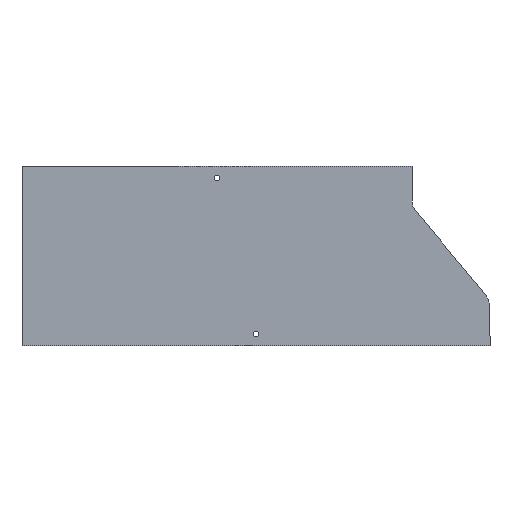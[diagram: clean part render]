
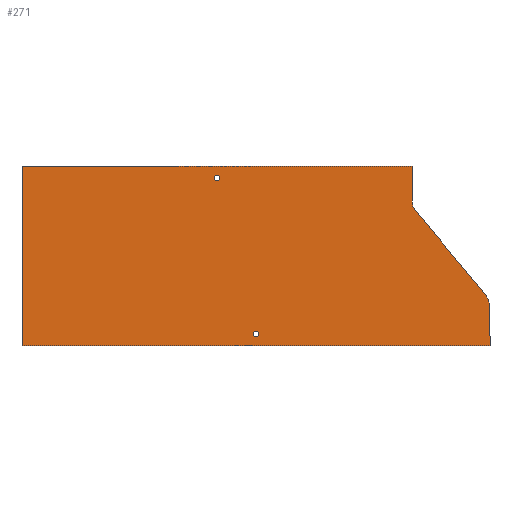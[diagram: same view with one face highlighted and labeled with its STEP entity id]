
A CAD part, front view. The second image highlights one B-rep face of the part: STEP entity #271.
In plain terms, the highlighted planar face has unit normal (0, -1, 0).
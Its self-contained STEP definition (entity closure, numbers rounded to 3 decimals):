
#1 = CARTESIAN_POINT ( 'NONE',  ( -520., 0., -44.139 ) ) ;
#4 = DIRECTION ( 'NONE',  ( 0., 0., 1. ) ) ;
#89 = CARTESIAN_POINT ( 'NONE',  ( 500., 0., 0. ) ) ;
#90 = DIRECTION ( 'NONE',  ( 0., 0., 1. ) ) ;
#109 = CARTESIAN_POINT ( 'NONE',  ( 520., 0., -44.139 ) ) ;
#110 = DIRECTION ( 'NONE',  ( 0., 1., 0. ) ) ;
#111 = DIRECTION ( 'NONE',  ( 0., 0., 1. ) ) ;
#121 = CARTESIAN_POINT ( 'NONE',  ( 504.636, 0., -56.942 ) ) ;
#122 = DIRECTION ( 'NONE',  ( -0.64, 0., 0.768 ) ) ;
#123 = DIRECTION ( 'NONE',  ( 1., 0., 0. ) ) ;
#130 = CARTESIAN_POINT ( 'NONE',  ( -500., 0., 0. ) ) ;
#133 = CARTESIAN_POINT ( 'NONE',  ( 570., 0., -182.241 ) ) ;
#134 = DIRECTION ( 'NONE',  ( 0., -1., 0. ) ) ;
#135 = DIRECTION ( 'NONE',  ( 0., 0., 1. ) ) ;
#140 = CARTESIAN_POINT ( 'NONE',  ( -600., 0., -230. ) ) ;
#141 = DIRECTION ( 'NONE',  ( -1., 0., 0. ) ) ;
#143 = CARTESIAN_POINT ( 'NONE',  ( 0., 0., 0. ) ) ;
#152 = CARTESIAN_POINT ( 'NONE',  ( 300., 0., -215. ) ) ;
#153 = DIRECTION ( 'NONE',  ( 0., -1., 0. ) ) ;
#154 = DIRECTION ( 'NONE',  ( 0., 0., -1. ) ) ;
#156 = CARTESIAN_POINT ( 'NONE',  ( 250., 0., -15. ) ) ;
#157 = DIRECTION ( 'NONE',  ( 0., -1., 0. ) ) ;
#158 = DIRECTION ( 'NONE',  ( 0., 0., -1. ) ) ;
#159 = DIRECTION ( 'NONE',  ( 0., 0., 1. ) ) ;
#254 = AXIS2_PLACEMENT_3D ( 'NONE', #109, #110, #111 ) ;
#259 = AXIS2_PLACEMENT_3D ( 'NONE', #133, #134, #135 ) ;
#261 = AXIS2_PLACEMENT_3D ( 'NONE', #156, #157, #158 ) ;
#267 = AXIS2_PLACEMENT_3D ( 'NONE', #152, #153, #154 ) ;
#271 = ADVANCED_FACE ( 'NONE', ( #866, #1300, #1297 ), #1768, .F. ) ;
#346 = CARTESIAN_POINT ( 'NONE',  ( 600., 0., -182.241 ) ) ;
#370 = CARTESIAN_POINT ( 'NONE',  ( 600., 0., -230. ) ) ;
#378 = CARTESIAN_POINT ( 'NONE',  ( 500., 0., 0. ) ) ;
#398 = CARTESIAN_POINT ( 'NONE',  ( 500., 0., -44.139 ) ) ;
#410 = CARTESIAN_POINT ( 'NONE',  ( 593.047, 0., -163.035 ) ) ;
#411 = CARTESIAN_POINT ( 'NONE',  ( 504.636, 0., -56.942 ) ) ;
#414 = CARTESIAN_POINT ( 'NONE',  ( 0., 0., -230. ) ) ;
#415 = CARTESIAN_POINT ( 'NONE',  ( 0., 0., 0. ) ) ;
#650 = CARTESIAN_POINT ( 'NONE',  ( 250., 0., -18.5 ) ) ;
#656 = CARTESIAN_POINT ( 'NONE',  ( 600., 0., -182.241 ) ) ;
#657 = CARTESIAN_POINT ( 'NONE',  ( 300., 0., -218.5 ) ) ;
#658 = DIRECTION ( 'NONE',  ( 0., 0., 1. ) ) ;
#719 = AXIS2_PLACEMENT_3D ( 'NONE', #1, #826, #4 ) ;
#747 = EDGE_CURVE ( 'NONE', #1240, #1220, #1379, .T. ) ;
#759 = EDGE_CURVE ( 'NONE', #1253, #1240, #1392, .T. ) ;
#764 = EDGE_CURVE ( 'NONE', #1252, #1253, #1400, .T. ) ;
#769 = EDGE_CURVE ( 'NONE', #1196, #1252, #1398, .T. ) ;
#770 = EDGE_CURVE ( 'NONE', #1257, #1220, #1411, .T. ) ;
#773 = EDGE_CURVE ( 'NONE', #1212, #1256, #1416, .T. ) ;
#778 = EDGE_CURVE ( 'NONE', #1789, #1789, #1426, .T. ) ;
#779 = EDGE_CURVE ( 'NONE', #1792, #1792, #1430, .T. ) ;
#780 = EDGE_CURVE ( 'NONE', #1256, #1257, #1428, .T. ) ;
#826 = DIRECTION ( 'NONE',  ( 0., 1., 0. ) ) ;
#866 = FACE_BOUND ( 'NONE', #1190, .T. ) ;
#951 = ORIENTED_EDGE ( 'NONE', *, *, #778, .F. ) ;
#952 = ORIENTED_EDGE ( 'NONE', *, *, #779, .F. ) ;
#953 = ORIENTED_EDGE ( 'NONE', *, *, #770, .F. ) ;
#954 = ORIENTED_EDGE ( 'NONE', *, *, #780, .F. ) ;
#955 = ORIENTED_EDGE ( 'NONE', *, *, #773, .F. ) ;
#956 = ORIENTED_EDGE ( 'NONE', *, *, #1778, .T. ) ;
#957 = ORIENTED_EDGE ( 'NONE', *, *, #769, .T. ) ;
#958 = ORIENTED_EDGE ( 'NONE', *, *, #764, .T. ) ;
#959 = ORIENTED_EDGE ( 'NONE', *, *, #759, .T. ) ;
#960 = ORIENTED_EDGE ( 'NONE', *, *, #747, .T. ) ;
#1172 = EDGE_LOOP ( 'NONE', ( #952 ) ) ;
#1175 = EDGE_LOOP ( 'NONE', ( #953, #954, #955, #956, #957, #958, #959, #960 ) ) ;
#1190 = EDGE_LOOP ( 'NONE', ( #951 ) ) ;
#1196 = VERTEX_POINT ( 'NONE', #346 ) ;
#1212 = VERTEX_POINT ( 'NONE', #370 ) ;
#1220 = VERTEX_POINT ( 'NONE', #378 ) ;
#1240 = VERTEX_POINT ( 'NONE', #398 ) ;
#1252 = VERTEX_POINT ( 'NONE', #410 ) ;
#1253 = VERTEX_POINT ( 'NONE', #411 ) ;
#1256 = VERTEX_POINT ( 'NONE', #414 ) ;
#1257 = VERTEX_POINT ( 'NONE', #415 ) ;
#1297 = FACE_OUTER_BOUND ( 'NONE', #1175, .T. ) ;
#1300 = FACE_BOUND ( 'NONE', #1172, .T. ) ;
#1379 = LINE ( 'NONE', #89, #1382 ) ;
#1382 = VECTOR ( 'NONE', #90, 1000. ) ;
#1392 = CIRCLE ( 'NONE', #254, 20. ) ;
#1398 = CIRCLE ( 'NONE', #259, 30. ) ;
#1400 = LINE ( 'NONE', #121, #1403 ) ;
#1403 = VECTOR ( 'NONE', #122, 1000. ) ;
#1411 = LINE ( 'NONE', #130, #1413 ) ;
#1413 = VECTOR ( 'NONE', #123, 1000. ) ;
#1416 = LINE ( 'NONE', #140, #1419 ) ;
#1419 = VECTOR ( 'NONE', #141, 1000. ) ;
#1426 = CIRCLE ( 'NONE', #267, 3.5 ) ;
#1428 = LINE ( 'NONE', #143, #1432 ) ;
#1430 = CIRCLE ( 'NONE', #261, 3.5 ) ;
#1432 = VECTOR ( 'NONE', #159, 1000. ) ;
#1768 = PLANE ( 'NONE',  #719 ) ;
#1778 = EDGE_CURVE ( 'NONE', #1212, #1196, #1787, .T. ) ;
#1787 = LINE ( 'NONE', #656, #1790 ) ;
#1789 = VERTEX_POINT ( 'NONE', #657 ) ;
#1790 = VECTOR ( 'NONE', #658, 1000. ) ;
#1792 = VERTEX_POINT ( 'NONE', #650 ) ;
